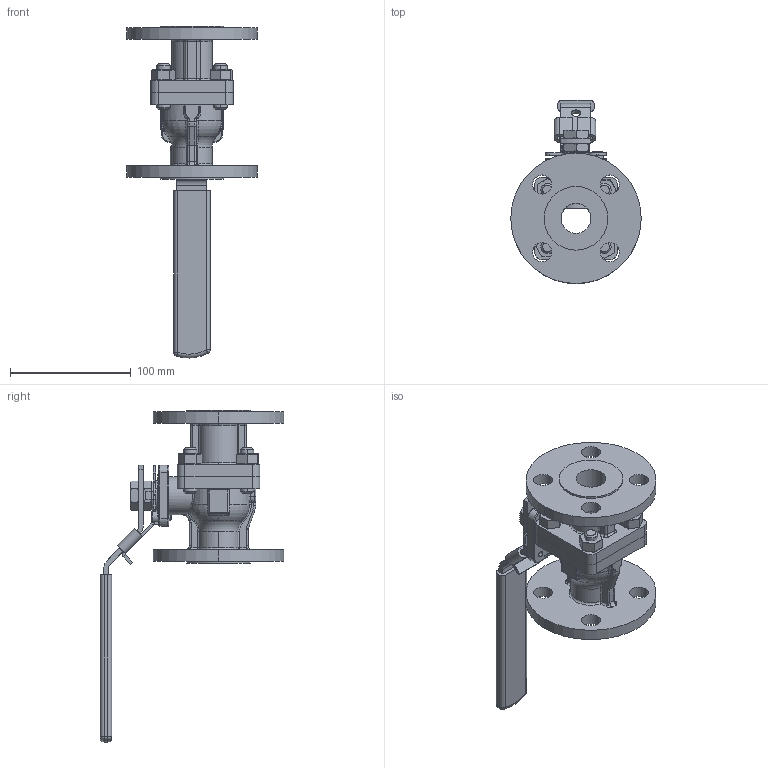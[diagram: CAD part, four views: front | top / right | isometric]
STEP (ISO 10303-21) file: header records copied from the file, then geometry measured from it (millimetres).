
FILE_DESCRIPTION (( 'STEP AP203' ), '1' );
FILE_NAME ('90-F1-0100-XXX.STEP', '2021-01-12T14:23:28', ( '' ), ( '' ), 'SwSTEP 2.0', 'SolidWorks 2019', '' );
FILE_SCHEMA (( 'CONFIG_CONTROL_DESIGN' ));
Length unit declared in the file: inch
Products named in the file (13): 90-F1-0100-XXX; 23710; 90-F1-0100-XXX STEM LOCK COLLAR_0; M10_ThreadedRod_1.25Long; 90-F1-0100-XXX STEM LOCK PLATE_0; M10 Hexnut; 23712; 23709; hex nut jam_am_B18.2.4.5M - Hex jam nut,  M14 x 2 --D-N; 23707; 23708; socket head cap screw_am_B18.3.1M - 6 x 1.0 x 10 Hex SHCS -- 10NHX; 23706
Assembly tree (19 placements, depth 2):
  90-F1-0100-XXX
    23706
    23707
    23710
    23712
    23709
    23708
    M10_ThreadedRod_1.25Long  x4
    M10 Hexnut  x4
    90-F1-0100-XXX STEM LOCK COLLAR_0
    90-F1-0100-XXX STEM LOCK PLATE_0
    hex nut jam_am_B18.2.4.5M - Hex jam nut,  M14 x 2 --D-N  x2
    socket head cap screw_am_B18.3.1M - 6 x 1.0 x 10 Hex SHCS -- 10NHX
Bounding box: 108.2 x 152.39 x 275.53 mm (x, y, z)
Volume: 424875.2 mm3; surface area: 135196.6 mm2
Topology: 19 solids, 19 shells, 665 faces, 1554 edges, 922 vertices
Faces by surface type: plane 260, cylinder 245, cone 54, torus 50, bspline 36, sphere 20
Entity records: 19315 total; most frequent: CARTESIAN_POINT 5005, DIRECTION 2778, ORIENTED_EDGE 2580, EDGE_CURVE 1290, AXIS2_PLACEMENT_3D 1087, VERTEX_POINT 780, EDGE_LOOP 620, VECTOR 604
